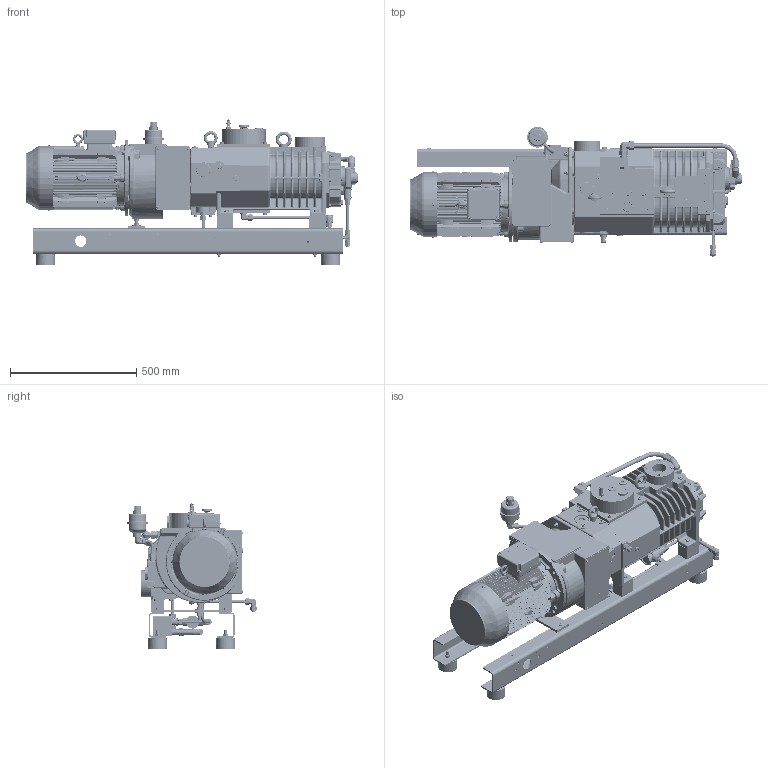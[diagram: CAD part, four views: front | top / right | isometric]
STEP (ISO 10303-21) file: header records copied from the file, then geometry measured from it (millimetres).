
FILE_DESCRIPTION(/* description */ (''),/* implementation_level */ '2;1');
FILE_NAME(/* name */ 'PU900065.stp',/* time_stamp */ '2020-05-28T09:33:22+02:00',/* author */ ('JOHLE'),/* organization */ (''),/* preprocessor_version */ 'ST-DEVELOPER v17',/* originating_system */ 'Autodesk Inventor 2018',/* authorisation */ '');
FILE_SCHEMA (('AUTOMOTIVE_DESIGN { 1 0 10303 214 3 1 1 }'));
Products named in the file (1): PU 900 065
Bounding box: 1314.45 x 514.11 x 579 mm (x, y, z)
Volume: 87071599.4 mm3; surface area: 4430072.7 mm2
Topology: 6 solids, 15 shells, 9550 faces, 24051 edges, 14589 vertices
Faces by surface type: cylinder 3045, plane 3035, bspline 1693, cone 764, torus 637, sphere 376
Full cylindrical faces by diameter (mm): 3.3 x10, 3.36 x1, 4 x5, 5 x10, 5.4 x4, 6 x2, 6.2 x2, 6.8 x30, 7 x4, 8 x16, 9 x8, 10 x13, 10.1 x4, 10.106 x1, 10.2 x6, 10.3 x1, 11 x4, 12 x28, 13 x28, 14 x5, 14.5 x4, 15 x9, 15.015 x2, 16 x1, 16.5 x1, 16.662 x2, 17 x6, 17.5 x6, 18 x13, 18.3 x1
Entity records: 454912 total; most frequent: CARTESIAN_POINT 235822, ORIENTED_EDGE 47368, DIRECTION 45668, EDGE_CURVE 23684, AXIS2_PLACEMENT_3D 18226, VERTEX_POINT 14589, EDGE_LOOP 10109, FACE_OUTER_BOUND 9550
